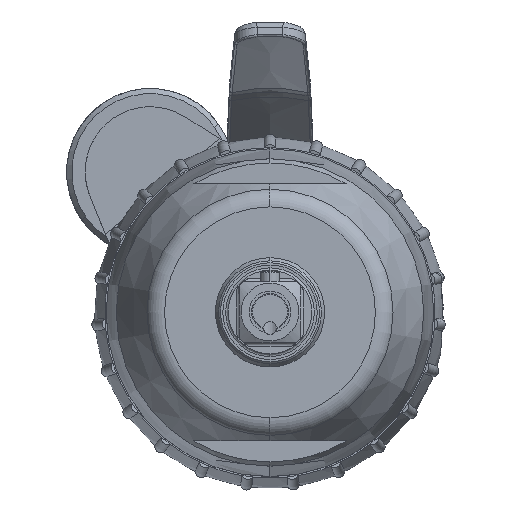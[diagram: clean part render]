
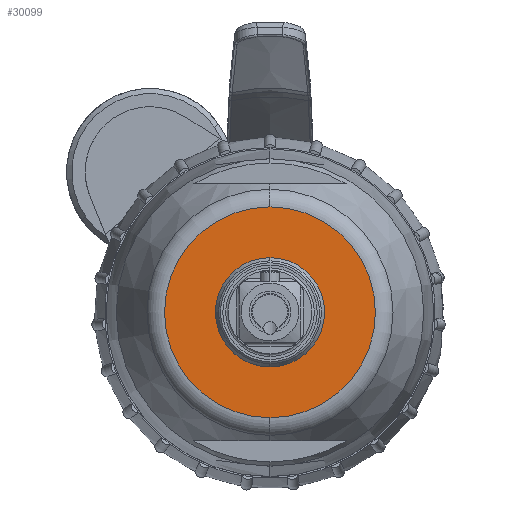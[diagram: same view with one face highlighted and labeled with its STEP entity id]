
A CAD part, top view. The second image highlights one B-rep face of the part: STEP entity #30099.
In plain terms, the highlighted planar face has unit normal (0, 0, 1).
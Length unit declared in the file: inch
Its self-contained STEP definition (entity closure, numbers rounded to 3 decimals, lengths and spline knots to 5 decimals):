
#11407=CARTESIAN_POINT('',(0.,0.,7.32284));
#11408=DIRECTION('',(0.,0.,1.));
#11409=DIRECTION('',(0.,-1.,0.));
#11410=AXIS2_PLACEMENT_3D('',#11407,#11408,#11409);
#11412=CARTESIAN_POINT('',(0.,0.,7.32284));
#11413=DIRECTION('',(0.,0.,1.));
#11414=DIRECTION('',(0.,1.,0.));
#11415=AXIS2_PLACEMENT_3D('',#11412,#11413,#11414);
#11417=CARTESIAN_POINT('',(0.,0.,7.32284));
#11418=DIRECTION('',(0.,0.,1.));
#11419=DIRECTION('',(0.,-1.,0.));
#11420=AXIS2_PLACEMENT_3D('',#11417,#11418,#11419);
#11422=CARTESIAN_POINT('',(0.,0.,7.32284));
#11423=DIRECTION('',(0.,0.,1.));
#11424=DIRECTION('',(0.,1.,0.));
#11425=AXIS2_PLACEMENT_3D('',#11422,#11423,#11424);
#13645=CARTESIAN_POINT('',(0.,-0.64591,7.32284));
#13646=CARTESIAN_POINT('',(0.,0.64591,7.32284));
#13647=VERTEX_POINT('',#13645);
#13648=VERTEX_POINT('',#13646);
#13799=CARTESIAN_POINT('',(0.,-0.33465,7.32284));
#13800=CARTESIAN_POINT('',(0.,0.33465,7.32284));
#13801=VERTEX_POINT('',#13799);
#13802=VERTEX_POINT('',#13800);
#30083=CARTESIAN_POINT('',(0.,0.,7.32284));
#30084=DIRECTION('',(0.,0.,1.));
#30085=DIRECTION('',(0.,1.,0.));
#30086=AXIS2_PLACEMENT_3D('',#30083,#30084,#30085);
#30087=PLANE('',#30086);
#30089=ORIENTED_EDGE('',*,*,#30088,.F.);
#30090=ORIENTED_EDGE('',*,*,#30073,.F.);
#30091=EDGE_LOOP('',(#30089,#30090));
#30092=FACE_OUTER_BOUND('',#30091,.F.);
#30094=ORIENTED_EDGE('',*,*,#30093,.T.);
#30096=ORIENTED_EDGE('',*,*,#30095,.T.);
#30097=EDGE_LOOP('',(#30094,#30096));
#30098=FACE_BOUND('',#30097,.F.);
#30099=ADVANCED_FACE('',(#30092,#30098),#30087,.T.);
#11411=CIRCLE('',#11410,0.64591);
#11416=CIRCLE('',#11415,0.64591);
#11421=CIRCLE('',#11420,0.33465);
#11426=CIRCLE('',#11425,0.33465);
#30073=EDGE_CURVE('',#13648,#13647,#11416,.T.);
#30088=EDGE_CURVE('',#13647,#13648,#11411,.T.);
#30093=EDGE_CURVE('',#13801,#13802,#11421,.T.);
#30095=EDGE_CURVE('',#13802,#13801,#11426,.T.);
